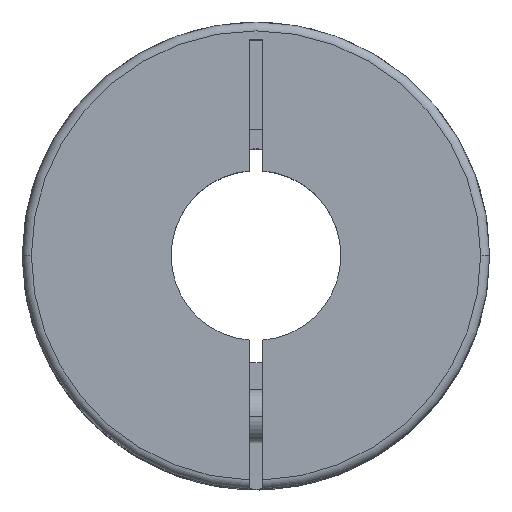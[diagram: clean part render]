
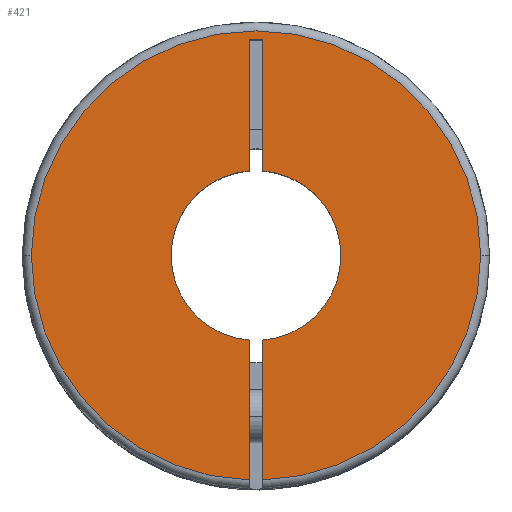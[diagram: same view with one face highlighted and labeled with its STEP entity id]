
A CAD part, top view. The second image highlights one B-rep face of the part: STEP entity #421.
In plain terms, the highlighted planar face has unit normal (0, 0, 1).
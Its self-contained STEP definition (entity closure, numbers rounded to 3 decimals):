
#138 = DIRECTION ( 'NONE',  ( -1., 0., 0. ) ) ;
#180 = EDGE_LOOP ( 'NONE', ( #4107, #1277, #1935, #1867, #3510, #2668, #2674, #1342, #3092, #1129, #2861 ) ) ;
#247 = CARTESIAN_POINT ( 'NONE',  ( -0.375, 12.1, 0. ) ) ;
#282 = VERTEX_POINT ( 'NONE', #3432 ) ;
#326 = VECTOR ( 'NONE', #1940, 1000. ) ;
#349 = CIRCLE ( 'NONE', #3895, 4.763 ) ;
#376 = VERTEX_POINT ( 'NONE', #2164 ) ;
#421 = ADVANCED_FACE ( 'NONE', ( #2887 ), #4140, .F. ) ;
#477 = LINE ( 'NONE', #1528, #3714 ) ;
#496 = VERTEX_POINT ( 'NONE', #3556 ) ;
#558 = DIRECTION ( 'NONE',  ( 0., 1., 0. ) ) ;
#673 = VERTEX_POINT ( 'NONE', #3991 ) ;
#678 = VERTEX_POINT ( 'NONE', #3336 ) ;
#683 = EDGE_CURVE ( 'NONE', #376, #496, #349, .T. ) ;
#723 = CARTESIAN_POINT ( 'NONE',  ( 0., 0., 0. ) ) ;
#738 = VERTEX_POINT ( 'NONE', #747 ) ;
#747 = CARTESIAN_POINT ( 'NONE',  ( -0.375, 4.748, 0. ) ) ;
#771 = DIRECTION ( 'NONE',  ( 0., 0., -1. ) ) ;
#812 = EDGE_CURVE ( 'NONE', #2839, #738, #2767, .T. ) ;
#868 = CARTESIAN_POINT ( 'NONE',  ( 0., 0., 0. ) ) ;
#897 = EDGE_CURVE ( 'NONE', #376, #3456, #904, .T. ) ;
#904 = LINE ( 'NONE', #247, #3121 ) ;
#927 = LINE ( 'NONE', #3592, #326 ) ;
#950 = EDGE_CURVE ( 'NONE', #673, #678, #1480, .T. ) ;
#1009 = DIRECTION ( 'NONE',  ( 0., 0., -1. ) ) ;
#1010 = DIRECTION ( 'NONE',  ( -1., 0., 0. ) ) ;
#1078 = EDGE_CURVE ( 'NONE', #2358, #2839, #927, .T. ) ;
#1079 = CIRCLE ( 'NONE', #4276, 12.6 ) ;
#1090 = AXIS2_PLACEMENT_3D ( 'NONE', #868, #3517, #4197 ) ;
#1092 = CIRCLE ( 'NONE', #4086, 4.763 ) ;
#1129 = ORIENTED_EDGE ( 'NONE', *, *, #1334, .F. ) ;
#1153 = DIRECTION ( 'NONE',  ( -1., 0., 0. ) ) ;
#1277 = ORIENTED_EDGE ( 'NONE', *, *, #897, .F. ) ;
#1334 = EDGE_CURVE ( 'NONE', #1537, #673, #1079, .T. ) ;
#1342 = ORIENTED_EDGE ( 'NONE', *, *, #1398, .T. ) ;
#1398 = EDGE_CURVE ( 'NONE', #1669, #678, #1578, .T. ) ;
#1443 = DIRECTION ( 'NONE',  ( -1., 0., 0. ) ) ;
#1480 = LINE ( 'NONE', #4169, #3967 ) ;
#1504 = DIRECTION ( 'NONE',  ( 0., 1., 0. ) ) ;
#1528 = CARTESIAN_POINT ( 'NONE',  ( 0.375, -13.1, 0. ) ) ;
#1537 = VERTEX_POINT ( 'NONE', #3919 ) ;
#1578 = CIRCLE ( 'NONE', #3321, 4.763 ) ;
#1645 = CARTESIAN_POINT ( 'NONE',  ( 0.375, 12.1, 0. ) ) ;
#1669 = VERTEX_POINT ( 'NONE', #2037 ) ;
#1755 = EDGE_CURVE ( 'NONE', #3456, #282, #2420, .T. ) ;
#1866 = CARTESIAN_POINT ( 'NONE',  ( 0., 0., 0. ) ) ;
#1867 = ORIENTED_EDGE ( 'NONE', *, *, #1991, .T. ) ;
#1913 = EDGE_CURVE ( 'NONE', #282, #1537, #3893, .T. ) ;
#1935 = ORIENTED_EDGE ( 'NONE', *, *, #683, .T. ) ;
#1940 = DIRECTION ( 'NONE',  ( -1., 0., 0. ) ) ;
#1991 = EDGE_CURVE ( 'NONE', #496, #738, #1092, .T. ) ;
#2037 = CARTESIAN_POINT ( 'NONE',  ( 0.375, 4.748, 0. ) ) ;
#2164 = CARTESIAN_POINT ( 'NONE',  ( -0.375, -4.748, 0. ) ) ;
#2358 = VERTEX_POINT ( 'NONE', #1645 ) ;
#2420 = CIRCLE ( 'NONE', #2571, 12.6 ) ;
#2571 = AXIS2_PLACEMENT_3D ( 'NONE', #3597, #2925, #1443 ) ;
#2668 = ORIENTED_EDGE ( 'NONE', *, *, #1078, .F. ) ;
#2674 = ORIENTED_EDGE ( 'NONE', *, *, #3011, .F. ) ;
#2681 = CARTESIAN_POINT ( 'NONE',  ( 0., 0., 0. ) ) ;
#2722 = CARTESIAN_POINT ( 'NONE',  ( -0.375, 12.1, 0. ) ) ;
#2767 = LINE ( 'NONE', #2722, #2922 ) ;
#2834 = DIRECTION ( 'NONE',  ( 0., -1., 0. ) ) ;
#2839 = VERTEX_POINT ( 'NONE', #3735 ) ;
#2861 = ORIENTED_EDGE ( 'NONE', *, *, #1913, .F. ) ;
#2887 = FACE_OUTER_BOUND ( 'NONE', #180, .T. ) ;
#2922 = VECTOR ( 'NONE', #3063, 1000. ) ;
#2925 = DIRECTION ( 'NONE',  ( 0., 0., -1. ) ) ;
#2996 = DIRECTION ( 'NONE',  ( -1., 0., 0. ) ) ;
#3011 = EDGE_CURVE ( 'NONE', #1669, #2358, #477, .T. ) ;
#3063 = DIRECTION ( 'NONE',  ( 0., -1., 0. ) ) ;
#3092 = ORIENTED_EDGE ( 'NONE', *, *, #950, .F. ) ;
#3116 = AXIS2_PLACEMENT_3D ( 'NONE', #723, #771, #138 ) ;
#3121 = VECTOR ( 'NONE', #2834, 1000. ) ;
#3271 = CARTESIAN_POINT ( 'NONE',  ( 0., 0., 0. ) ) ;
#3321 = AXIS2_PLACEMENT_3D ( 'NONE', #3519, #3566, #2996 ) ;
#3336 = CARTESIAN_POINT ( 'NONE',  ( 0.375, -4.748, 0. ) ) ;
#3432 = CARTESIAN_POINT ( 'NONE',  ( -12.6, 0., 0. ) ) ;
#3455 = DIRECTION ( 'NONE',  ( 0., 0., -1. ) ) ;
#3456 = VERTEX_POINT ( 'NONE', #3613 ) ;
#3510 = ORIENTED_EDGE ( 'NONE', *, *, #812, .F. ) ;
#3517 = DIRECTION ( 'NONE',  ( 0., 0., -1. ) ) ;
#3519 = CARTESIAN_POINT ( 'NONE',  ( 0., 0., 0. ) ) ;
#3556 = CARTESIAN_POINT ( 'NONE',  ( -4.763, 0., 0. ) ) ;
#3566 = DIRECTION ( 'NONE',  ( 0., 0., -1. ) ) ;
#3592 = CARTESIAN_POINT ( 'NONE',  ( 0.375, 12.1, 0. ) ) ;
#3597 = CARTESIAN_POINT ( 'NONE',  ( 0., 0., 0. ) ) ;
#3613 = CARTESIAN_POINT ( 'NONE',  ( -0.375, -12.594, 0. ) ) ;
#3714 = VECTOR ( 'NONE', #1504, 1000. ) ;
#3735 = CARTESIAN_POINT ( 'NONE',  ( -0.375, 12.1, 0. ) ) ;
#3893 = CIRCLE ( 'NONE', #3116, 12.6 ) ;
#3895 = AXIS2_PLACEMENT_3D ( 'NONE', #2681, #4009, #1010 ) ;
#3919 = CARTESIAN_POINT ( 'NONE',  ( 12.6, 0., 0. ) ) ;
#3967 = VECTOR ( 'NONE', #558, 1000. ) ;
#3968 = DIRECTION ( 'NONE',  ( -1., 0., 0. ) ) ;
#3991 = CARTESIAN_POINT ( 'NONE',  ( 0.375, -12.594, 0. ) ) ;
#4009 = DIRECTION ( 'NONE',  ( 0., 0., -1. ) ) ;
#4086 = AXIS2_PLACEMENT_3D ( 'NONE', #3271, #1009, #3968 ) ;
#4107 = ORIENTED_EDGE ( 'NONE', *, *, #1755, .F. ) ;
#4140 = PLANE ( 'NONE',  #1090 ) ;
#4169 = CARTESIAN_POINT ( 'NONE',  ( 0.375, -13.1, 0. ) ) ;
#4197 = DIRECTION ( 'NONE',  ( 0., -1., 0. ) ) ;
#4276 = AXIS2_PLACEMENT_3D ( 'NONE', #1866, #3455, #1153 ) ;
